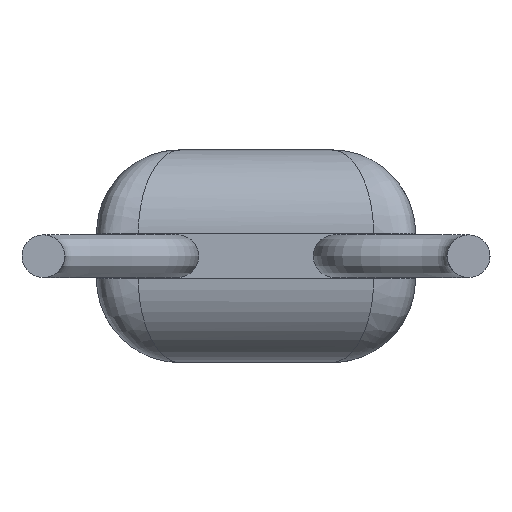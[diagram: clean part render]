
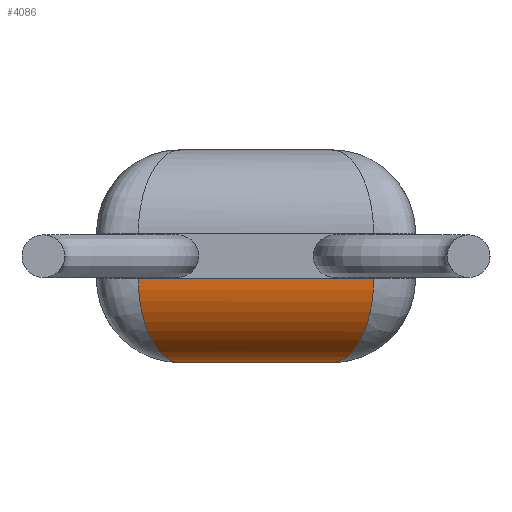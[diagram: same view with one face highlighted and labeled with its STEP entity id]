
A CAD part, front view. The second image highlights one B-rep face of the part: STEP entity #4086.
In plain terms, the highlighted cylindrical face has radius 1 mm (diameter 2 mm), a partial arc.
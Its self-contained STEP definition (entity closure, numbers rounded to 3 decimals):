
#133 = ORIENTED_EDGE ( 'NONE', *, *, #1543, .F. ) ;
#305 = CARTESIAN_POINT ( 'NONE',  ( 3.208, 0.204, 0.394 ) ) ;
#411 = DIRECTION ( 'NONE',  ( 0., 0., 1. ) ) ;
#436 = CARTESIAN_POINT ( 'NONE',  ( 0.526, 0.053, 0.679 ) ) ;
#455 = CARTESIAN_POINT ( 'NONE',  ( 0.555, 0.11, 0.54 ) ) ;
#519 = CARTESIAN_POINT ( 'NONE',  ( 0.789, 0.579, 0.093 ) ) ;
#703 = VECTOR ( 'NONE', #6048, 1000. ) ;
#820 = CARTESIAN_POINT ( 'NONE',  ( 2.84, 0.94, 0.001 ) ) ;
#846 = CARTESIAN_POINT ( 'NONE',  ( 2.917, 0.786, 0.023 ) ) ;
#946 = CARTESIAN_POINT ( 'NONE',  ( 0.654, 0.308, 0.278 ) ) ;
#961 = CARTESIAN_POINT ( 'NONE',  ( 3.31, 0., 0.941 ) ) ;
#989 = CARTESIAN_POINT ( 'NONE',  ( 0.635, 0.27, 0.316 ) ) ;
#1380 = B_SPLINE_CURVE_WITH_KNOTS ( 'NONE', 3,
 ( #6116, #961, #1505, #5115, #2532, #4579, #2509, #5974, #2448, #6046, #305, #2935, #3384, #1384, #1886, #6572, #5024, #5503, #6551, #2859, #4998, #1930, #4499, #3484, #4457, #2382, #846, #5475, #3898, #820, #4477, #4434 ),
 .UNSPECIFIED., .F., .F.,
 ( 4, 2, 2, 2, 2, 2, 2, 2, 2, 2, 2, 2, 2, 2, 2, 4 ),
 ( 0., 0.114, 0.171, 0.228, 0.355, 0.419, 0.482, 0.516, 0.549, 0.615, 0.682, 0.748, 0.811, 0.874, 0.937, 1. ),
 .UNSPECIFIED. ) ;
#1384 = CARTESIAN_POINT ( 'NONE',  ( 3.157, 0.305, 0.28 ) ) ;
#1466 = CARTESIAN_POINT ( 'NONE',  ( 1., 1., 0. ) ) ;
#1486 = CARTESIAN_POINT ( 'NONE',  ( 0.514, 0.028, 0.763 ) ) ;
#1505 = CARTESIAN_POINT ( 'NONE',  ( 3.307, 0.005, 0.878 ) ) ;
#1543 = EDGE_CURVE ( 'NONE', #3094, #4982, #4220, .T. ) ;
#1668 = ORIENTED_EDGE ( 'NONE', *, *, #4825, .F. ) ;
#1886 = CARTESIAN_POINT ( 'NONE',  ( 3.151, 0.318, 0.268 ) ) ;
#1930 = CARTESIAN_POINT ( 'NONE',  ( 3.025, 0.57, 0.097 ) ) ;
#2009 = CARTESIAN_POINT ( 'NONE',  ( 0.599, 0.199, 0.401 ) ) ;
#2026 = CARTESIAN_POINT ( 'NONE',  ( 0.756, 0.511, 0.127 ) ) ;
#2147 = CARTESIAN_POINT ( 'NONE',  ( 1., 1., 0. ) ) ;
#2285 = B_SPLINE_CURVE_WITH_KNOTS ( 'NONE', 3,
 ( #4585, #6607, #4095, #1486, #3515, #436, #4627, #5689, #6121, #455, #6186, #2009, #5626, #3032, #989, #3550, #3012, #946, #3536, #5667, #4558, #2026, #2561, #519, #4073, #6161, #3075, #5646, #3055, #6672, #1466 ),
 .UNSPECIFIED., .F., .F.,
 ( 4, 2, 2, 2, 2, 2, 2, 1, 2, 2, 2, 2, 1, 1, 2, 2, 4 ),
 ( 0., 0.125, 0.188, 0.219, 0.25, 0.375, 0.438, 0.469, 0.484, 0.5, 0.625, 0.688, 0.719, 0.734, 0.742, 0.75, 1. ),
 .UNSPECIFIED. ) ;
#2382 = CARTESIAN_POINT ( 'NONE',  ( 2.933, 0.754, 0.03 ) ) ;
#2448 = CARTESIAN_POINT ( 'NONE',  ( 3.246, 0.128, 0.506 ) ) ;
#2509 = CARTESIAN_POINT ( 'NONE',  ( 3.281, 0.059, 0.661 ) ) ;
#2532 = CARTESIAN_POINT ( 'NONE',  ( 3.295, 0.031, 0.753 ) ) ;
#2561 = CARTESIAN_POINT ( 'NONE',  ( 0.778, 0.556, 0.104 ) ) ;
#2573 = CARTESIAN_POINT ( 'NONE',  ( 3.31, 0., 1. ) ) ;
#2635 = CYLINDRICAL_SURFACE ( 'NONE', #3980, 1. ) ;
#2669 = VECTOR ( 'NONE', #3633, 1000. ) ;
#2859 = CARTESIAN_POINT ( 'NONE',  ( 3.07, 0.481, 0.145 ) ) ;
#2935 = CARTESIAN_POINT ( 'NONE',  ( 3.187, 0.246, 0.342 ) ) ;
#2988 = CARTESIAN_POINT ( 'NONE',  ( 0., 1., 1. ) ) ;
#3012 = CARTESIAN_POINT ( 'NONE',  ( 0.65, 0.3, 0.285 ) ) ;
#3032 = CARTESIAN_POINT ( 'NONE',  ( 0.626, 0.253, 0.335 ) ) ;
#3055 = CARTESIAN_POINT ( 'NONE',  ( 0.856, 0.713, 0.039 ) ) ;
#3075 = CARTESIAN_POINT ( 'NONE',  ( 0.813, 0.627, 0.072 ) ) ;
#3094 = VERTEX_POINT ( 'NONE', #3340 ) ;
#3340 = CARTESIAN_POINT ( 'NONE',  ( 0.5, 0., 1. ) ) ;
#3384 = CARTESIAN_POINT ( 'NONE',  ( 3.175, 0.269, 0.317 ) ) ;
#3453 = LINE ( 'NONE', #3955, #703 ) ;
#3484 = CARTESIAN_POINT ( 'NONE',  ( 2.979, 0.662, 0.058 ) ) ;
#3515 = CARTESIAN_POINT ( 'NONE',  ( 0.518, 0.037, 0.729 ) ) ;
#3536 = CARTESIAN_POINT ( 'NONE',  ( 0.677, 0.355, 0.234 ) ) ;
#3550 = CARTESIAN_POINT ( 'NONE',  ( 0.644, 0.288, 0.298 ) ) ;
#3633 = DIRECTION ( 'NONE',  ( 1., 0., 0. ) ) ;
#3687 = EDGE_CURVE ( 'NONE', #3094, #6673, #2285, .T. ) ;
#3898 = CARTESIAN_POINT ( 'NONE',  ( 2.87, 0.879, 0.007 ) ) ;
#3955 = CARTESIAN_POINT ( 'NONE',  ( 0.5, 1., 0. ) ) ;
#3980 = AXIS2_PLACEMENT_3D ( 'NONE', #2988, #4980, #411 ) ;
#4072 = VERTEX_POINT ( 'NONE', #5056 ) ;
#4073 = CARTESIAN_POINT ( 'NONE',  ( 0.803, 0.606, 0.081 ) ) ;
#4086 = ADVANCED_FACE ( 'NONE', ( #5005 ), #2635, .T. ) ;
#4095 = CARTESIAN_POINT ( 'NONE',  ( 0.504, 0.007, 0.864 ) ) ;
#4220 = LINE ( 'NONE', #6649, #2669 ) ;
#4353 = EDGE_CURVE ( 'NONE', #4982, #4072, #1380, .T. ) ;
#4434 = CARTESIAN_POINT ( 'NONE',  ( 2.81, 1., 0. ) ) ;
#4457 = CARTESIAN_POINT ( 'NONE',  ( 2.964, 0.693, 0.048 ) ) ;
#4477 = CARTESIAN_POINT ( 'NONE',  ( 2.825, 0.971, 0. ) ) ;
#4499 = CARTESIAN_POINT ( 'NONE',  ( 3.01, 0.6, 0.083 ) ) ;
#4558 = CARTESIAN_POINT ( 'NONE',  ( 0.742, 0.483, 0.144 ) ) ;
#4579 = CARTESIAN_POINT ( 'NONE',  ( 3.286, 0.048, 0.691 ) ) ;
#4585 = CARTESIAN_POINT ( 'NONE',  ( 0.5, 0., 1. ) ) ;
#4627 = CARTESIAN_POINT ( 'NONE',  ( 0.529, 0.058, 0.663 ) ) ;
#4825 = EDGE_CURVE ( 'NONE', #4072, #6673, #3453, .T. ) ;
#4835 = ORIENTED_EDGE ( 'NONE', *, *, #3687, .T. ) ;
#4862 = EDGE_LOOP ( 'NONE', ( #4835, #1668, #6283, #133 ) ) ;
#4980 = DIRECTION ( 'NONE',  ( -1., 0., 0. ) ) ;
#4982 = VERTEX_POINT ( 'NONE', #2573 ) ;
#4998 = CARTESIAN_POINT ( 'NONE',  ( 3.055, 0.51, 0.128 ) ) ;
#5005 = FACE_OUTER_BOUND ( 'NONE', #4862, .T. ) ;
#5024 = CARTESIAN_POINT ( 'NONE',  ( 3.132, 0.357, 0.234 ) ) ;
#5056 = CARTESIAN_POINT ( 'NONE',  ( 2.81, 1., 0. ) ) ;
#5115 = CARTESIAN_POINT ( 'NONE',  ( 3.298, 0.023, 0.784 ) ) ;
#5475 = CARTESIAN_POINT ( 'NONE',  ( 2.886, 0.848, 0.011 ) ) ;
#5503 = CARTESIAN_POINT ( 'NONE',  ( 3.112, 0.397, 0.202 ) ) ;
#5626 = CARTESIAN_POINT ( 'NONE',  ( 0.61, 0.219, 0.374 ) ) ;
#5646 = CARTESIAN_POINT ( 'NONE',  ( 0.816, 0.632, 0.07 ) ) ;
#5667 = CARTESIAN_POINT ( 'NONE',  ( 0.701, 0.402, 0.196 ) ) ;
#5689 = CARTESIAN_POINT ( 'NONE',  ( 0.535, 0.071, 0.63 ) ) ;
#5974 = CARTESIAN_POINT ( 'NONE',  ( 3.262, 0.096, 0.567 ) ) ;
#6046 = CARTESIAN_POINT ( 'NONE',  ( 3.218, 0.184, 0.421 ) ) ;
#6048 = DIRECTION ( 'NONE',  ( -1., 0., 0. ) ) ;
#6116 = CARTESIAN_POINT ( 'NONE',  ( 3.31, 0., 1. ) ) ;
#6121 = CARTESIAN_POINT ( 'NONE',  ( 0.539, 0.078, 0.613 ) ) ;
#6161 = CARTESIAN_POINT ( 'NONE',  ( 0.809, 0.618, 0.076 ) ) ;
#6186 = CARTESIAN_POINT ( 'NONE',  ( 0.571, 0.141, 0.483 ) ) ;
#6283 = ORIENTED_EDGE ( 'NONE', *, *, #4353, .F. ) ;
#6551 = CARTESIAN_POINT ( 'NONE',  ( 3.098, 0.424, 0.182 ) ) ;
#6572 = CARTESIAN_POINT ( 'NONE',  ( 3.138, 0.344, 0.245 ) ) ;
#6607 = CARTESIAN_POINT ( 'NONE',  ( 0.5, 0., 0.932 ) ) ;
#6649 = CARTESIAN_POINT ( 'NONE',  ( 3.31, 0., 1. ) ) ;
#6672 = CARTESIAN_POINT ( 'NONE',  ( 0.917, 0.834, 0. ) ) ;
#6673 = VERTEX_POINT ( 'NONE', #2147 ) ;
